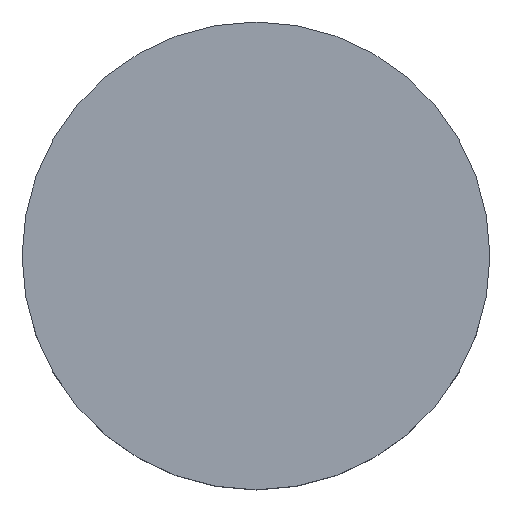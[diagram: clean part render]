
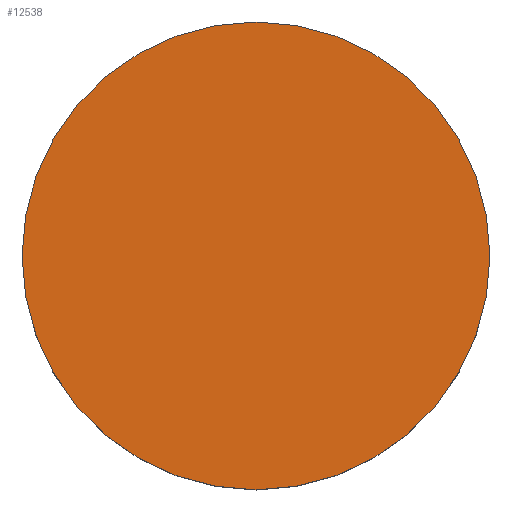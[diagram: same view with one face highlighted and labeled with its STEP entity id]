
A CAD part, top view. The second image highlights one B-rep face of the part: STEP entity #12538.
In plain terms, the highlighted planar face has unit normal (0, 0, 1).
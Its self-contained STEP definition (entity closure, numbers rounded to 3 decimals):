
#335 = CARTESIAN_POINT ( 'NONE',  ( 27.5, 0., 22. ) ) ;
#1199 = PLANE ( 'NONE',  #5438 ) ;
#1862 = DIRECTION ( 'NONE',  ( -1., 0., 0. ) ) ;
#2287 = DIRECTION ( 'NONE',  ( 0., 0., 1. ) ) ;
#2432 = ORIENTED_EDGE ( 'NONE', *, *, #10723, .F. ) ;
#3448 = DIRECTION ( 'NONE',  ( 1., 0., 0. ) ) ;
#4123 = CARTESIAN_POINT ( 'NONE',  ( -27.5, 0., 22. ) ) ;
#4316 = EDGE_LOOP ( 'NONE', ( #5434, #2432 ) ) ;
#4432 = EDGE_CURVE ( 'NONE', #13109, #8754, #6475, .T. ) ;
#5176 = CARTESIAN_POINT ( 'NONE',  ( 0., 0., 22. ) ) ;
#5434 = ORIENTED_EDGE ( 'NONE', *, *, #4432, .F. ) ;
#5438 = AXIS2_PLACEMENT_3D ( 'NONE', #13344, #2287, #3448 ) ;
#6137 = DIRECTION ( 'NONE',  ( -1., 0., 0. ) ) ;
#6167 = AXIS2_PLACEMENT_3D ( 'NONE', #5176, #13972, #1862 ) ;
#6177 = AXIS2_PLACEMENT_3D ( 'NONE', #8253, #8352, #6137 ) ;
#6475 = CIRCLE ( 'NONE', #6177, 27.5 ) ;
#8253 = CARTESIAN_POINT ( 'NONE',  ( 0., 0., 22. ) ) ;
#8352 = DIRECTION ( 'NONE',  ( 0., 0., -1. ) ) ;
#8403 = CIRCLE ( 'NONE', #6167, 27.5 ) ;
#8754 = VERTEX_POINT ( 'NONE', #335 ) ;
#10723 = EDGE_CURVE ( 'NONE', #8754, #13109, #8403, .T. ) ;
#12538 = ADVANCED_FACE ( 'NONE', ( #13836 ), #1199, .T. ) ;
#13109 = VERTEX_POINT ( 'NONE', #4123 ) ;
#13344 = CARTESIAN_POINT ( 'NONE',  ( 0., 0., 22. ) ) ;
#13836 = FACE_OUTER_BOUND ( 'NONE', #4316, .T. ) ;
#13972 = DIRECTION ( 'NONE',  ( 0., 0., -1. ) ) ;
